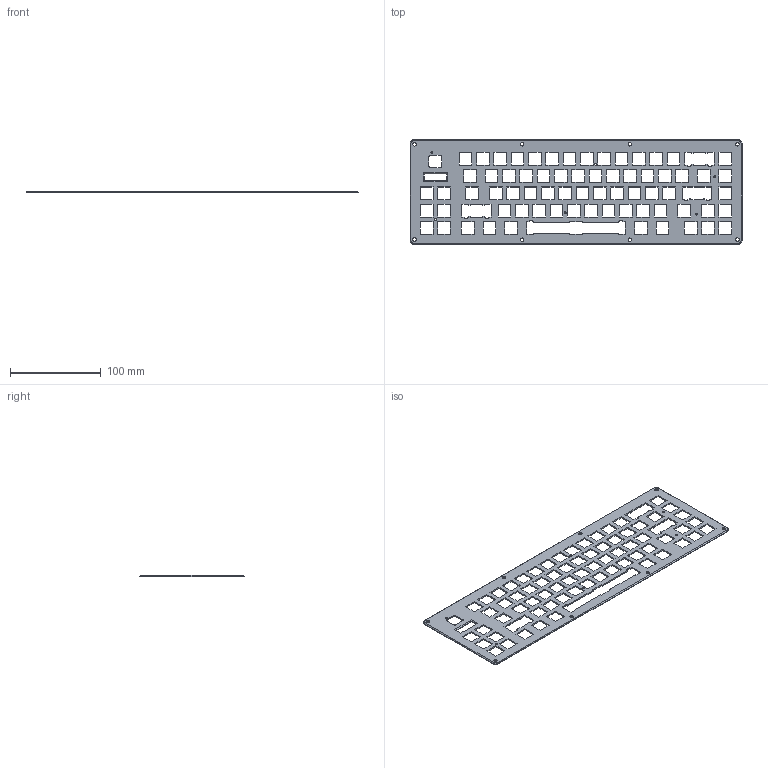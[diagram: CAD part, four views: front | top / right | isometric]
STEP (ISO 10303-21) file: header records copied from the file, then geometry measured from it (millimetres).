
FILE_DESCRIPTION(('FreeCAD Model'),'2;1');
FILE_NAME('Open CASCADE Shape Model','2021-09-07T03:44:49',('Author'),( ''),'Open CASCADE STEP processor 7.4','FreeCAD','Unknown');
FILE_SCHEMA(('AUTOMOTIVE_DESIGN { 1 0 10303 214 1 1 1 1 }'));
Length unit declared in the file: millimetre
Products named in the file (1): Chamfer
Bounding box: 365.27 x 115.3 x 1.5 mm (x, y, z)
Volume: 37529.7 mm3; surface area: 58590.2 mm2
Topology: 1 solids, 1 shells, 436 faces, 1290 edges, 856 vertices
Faces by surface type: plane 410, cylinder 22, cone 4
Full cylindrical faces by diameter (mm): 2.2 x6, 3.8 x8
Entity records: 31502 total; most frequent: CARTESIAN_POINT 5347, DIRECTION 4748, LINE 3762, VECTOR 3762, ORIENTED_EDGE 2580, PCURVE 2580, DEFINITIONAL_REPRESENTATION 2580, EDGE_CURVE 1290
